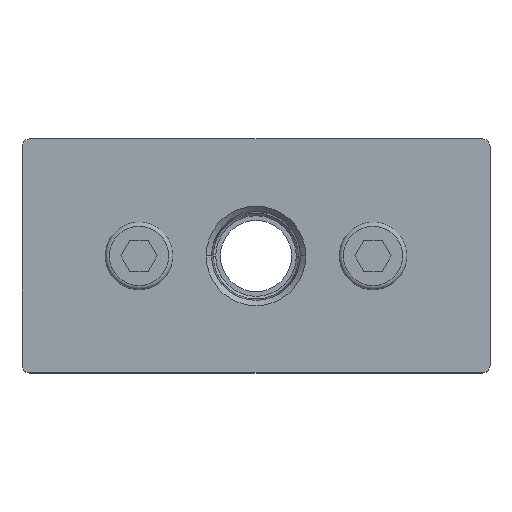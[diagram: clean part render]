
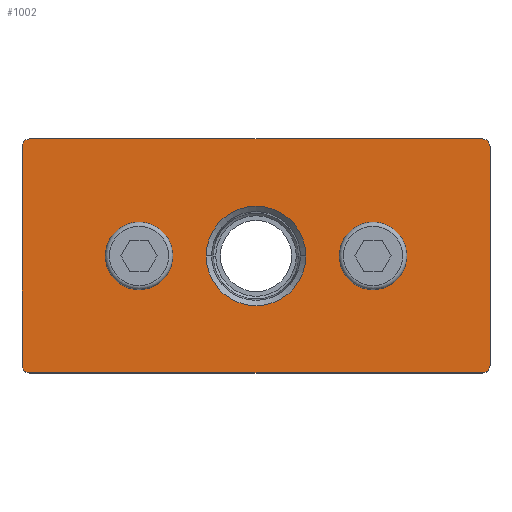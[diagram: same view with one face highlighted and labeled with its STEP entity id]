
A CAD part, top view. The second image highlights one B-rep face of the part: STEP entity #1002.
In plain terms, the highlighted planar face has unit normal (0, 0, 1).
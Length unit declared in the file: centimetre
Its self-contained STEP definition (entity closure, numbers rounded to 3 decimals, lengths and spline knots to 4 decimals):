
#59=FACE_BOUND('',#152,.T.);
#60=FACE_BOUND('',#153,.T.);
#61=FACE_BOUND('',#154,.T.);
#85=FACE_OUTER_BOUND('',#151,.T.);
#151=EDGE_LOOP('',(#734,#735,#736,#737,#738,#739,#740,#741));
#152=EDGE_LOOP('',(#742));
#153=EDGE_LOOP('',(#743));
#154=EDGE_LOOP('',(#744,#745));
#218=LINE('',#1530,#305);
#222=LINE('',#1539,#309);
#232=LINE('',#1583,#319);
#233=LINE('',#1586,#320);
#305=VECTOR('',#1203,1.);
#309=VECTOR('',#1213,1.);
#319=VECTOR('',#1265,1.);
#320=VECTOR('',#1268,1.);
#395=CIRCLE('',#1068,1.5);
#396=CIRCLE('',#1071,1.5);
#404=CIRCLE('',#1085,9.5725);
#406=CIRCLE('',#1088,9.5725);
#407=CIRCLE('',#1091,1.5);
#408=CIRCLE('',#1092,1.5);
#409=CIRCLE('',#1093,4.5);
#410=CIRCLE('',#1094,4.5);
#453=VERTEX_POINT('',#1527);
#454=VERTEX_POINT('',#1529);
#455=VERTEX_POINT('',#1533);
#456=VERTEX_POINT('',#1537);
#457=VERTEX_POINT('',#1541);
#466=VERTEX_POINT('',#1571);
#467=VERTEX_POINT('',#1573);
#468=VERTEX_POINT('',#1581);
#469=VERTEX_POINT('',#1582);
#470=VERTEX_POINT('',#1585);
#471=VERTEX_POINT('',#1588);
#472=VERTEX_POINT('',#1590);
#546=EDGE_CURVE('',#454,#453,#218,.T.);
#549=EDGE_CURVE('',#453,#455,#395,.T.);
#551=EDGE_CURVE('',#455,#456,#222,.T.);
#553=EDGE_CURVE('',#456,#457,#396,.T.);
#568=EDGE_CURVE('',#466,#467,#404,.T.);
#571=EDGE_CURVE('',#467,#466,#406,.T.);
#572=EDGE_CURVE('',#468,#469,#232,.T.);
#573=EDGE_CURVE('',#469,#454,#407,.T.);
#574=EDGE_CURVE('',#457,#470,#233,.T.);
#575=EDGE_CURVE('',#470,#468,#408,.T.);
#576=EDGE_CURVE('',#471,#471,#409,.T.);
#577=EDGE_CURVE('',#472,#472,#410,.T.);
#734=ORIENTED_EDGE('',*,*,#572,.T.);
#735=ORIENTED_EDGE('',*,*,#573,.T.);
#736=ORIENTED_EDGE('',*,*,#546,.T.);
#737=ORIENTED_EDGE('',*,*,#549,.T.);
#738=ORIENTED_EDGE('',*,*,#551,.T.);
#739=ORIENTED_EDGE('',*,*,#553,.T.);
#740=ORIENTED_EDGE('',*,*,#574,.T.);
#741=ORIENTED_EDGE('',*,*,#575,.T.);
#742=ORIENTED_EDGE('',*,*,#576,.T.);
#743=ORIENTED_EDGE('',*,*,#577,.T.);
#744=ORIENTED_EDGE('',*,*,#568,.F.);
#745=ORIENTED_EDGE('',*,*,#571,.F.);
#960=PLANE('',#1090);
#1002=ADVANCED_FACE('',(#85,#59,#60,#61),#960,.T.);
#1068=AXIS2_PLACEMENT_3D('',#1535,#1208,#1209);
#1071=AXIS2_PLACEMENT_3D('',#1543,#1217,#1218);
#1085=AXIS2_PLACEMENT_3D('',#1574,#1252,#1253);
#1088=AXIS2_PLACEMENT_3D('',#1578,#1259,#1260);
#1090=AXIS2_PLACEMENT_3D('',#1580,#1263,#1264);
#1091=AXIS2_PLACEMENT_3D('',#1584,#1266,#1267);
#1092=AXIS2_PLACEMENT_3D('',#1587,#1269,#1270);
#1093=AXIS2_PLACEMENT_3D('',#1589,#1271,#1272);
#1094=AXIS2_PLACEMENT_3D('',#1591,#1273,#1274);
#1203=DIRECTION('',(0.,1.,0.));
#1208=DIRECTION('center_axis',(0.,0.,1.));
#1209=DIRECTION('ref_axis',(1.,0.,0.));
#1213=DIRECTION('',(-1.,0.,0.));
#1217=DIRECTION('center_axis',(0.,0.,1.));
#1218=DIRECTION('ref_axis',(0.,1.,0.));
#1252=DIRECTION('center_axis',(0.,0.,1.));
#1253=DIRECTION('ref_axis',(1.,0.,0.));
#1259=DIRECTION('center_axis',(0.,0.,1.));
#1260=DIRECTION('ref_axis',(1.,0.,0.));
#1263=DIRECTION('center_axis',(0.,0.,1.));
#1264=DIRECTION('ref_axis',(1.,0.,0.));
#1265=DIRECTION('',(1.,0.,0.));
#1266=DIRECTION('center_axis',(0.,0.,1.));
#1267=DIRECTION('ref_axis',(0.,-1.,0.));
#1268=DIRECTION('',(0.,-1.,0.));
#1269=DIRECTION('center_axis',(0.,0.,1.));
#1270=DIRECTION('ref_axis',(-1.,0.,0.));
#1271=DIRECTION('center_axis',(0.,0.,-1.));
#1272=DIRECTION('ref_axis',(-1.,0.,0.));
#1273=DIRECTION('center_axis',(0.,0.,-1.));
#1274=DIRECTION('ref_axis',(-1.,0.,0.));
#1527=CARTESIAN_POINT('',(90.,43.5,14.));
#1529=CARTESIAN_POINT('',(90.,1.5,14.));
#1530=CARTESIAN_POINT('',(90.,1.5,14.));
#1533=CARTESIAN_POINT('',(88.5,45.,14.));
#1535=CARTESIAN_POINT('Origin',(88.5,43.5,14.));
#1537=CARTESIAN_POINT('',(1.5,45.,14.));
#1539=CARTESIAN_POINT('',(88.5,45.,14.));
#1541=CARTESIAN_POINT('',(0.,43.5,14.));
#1543=CARTESIAN_POINT('Origin',(1.5,43.5,14.));
#1571=CARTESIAN_POINT('',(54.5725,22.5,14.));
#1573=CARTESIAN_POINT('',(35.4275,22.5,14.));
#1574=CARTESIAN_POINT('Origin',(45.,22.5,14.));
#1578=CARTESIAN_POINT('Origin',(45.,22.5,14.));
#1580=CARTESIAN_POINT('Origin',(45.,22.5,14.));
#1581=CARTESIAN_POINT('',(1.5,0.,14.));
#1582=CARTESIAN_POINT('',(88.5,0.,14.));
#1583=CARTESIAN_POINT('',(1.5,0.,14.));
#1584=CARTESIAN_POINT('Origin',(88.5,1.5,14.));
#1585=CARTESIAN_POINT('',(0.,1.5,14.));
#1586=CARTESIAN_POINT('',(0.,66.,14.));
#1587=CARTESIAN_POINT('Origin',(1.5,1.5,14.));
#1588=CARTESIAN_POINT('',(72.,22.5,14.));
#1589=CARTESIAN_POINT('Origin',(67.5,22.5,14.));
#1590=CARTESIAN_POINT('',(27.,22.5,14.));
#1591=CARTESIAN_POINT('Origin',(22.5,22.5,14.));
